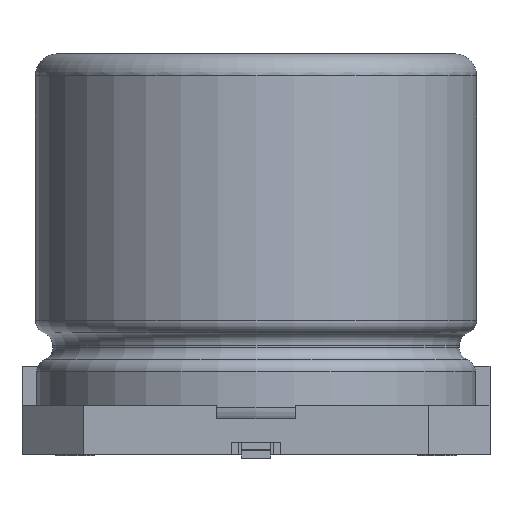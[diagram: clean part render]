
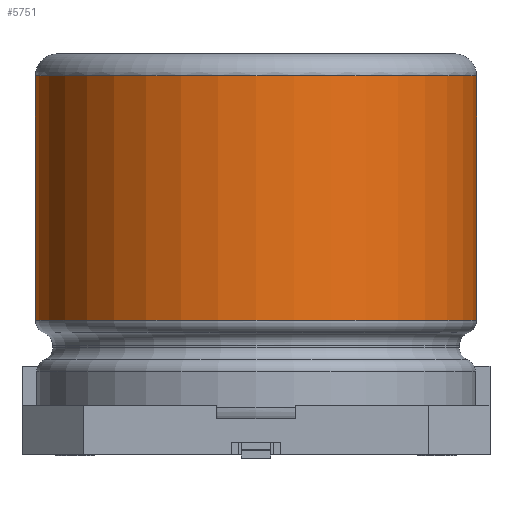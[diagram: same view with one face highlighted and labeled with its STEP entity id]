
A CAD part, front view. The second image highlights one B-rep face of the part: STEP entity #5751.
In plain terms, the highlighted cylindrical face has radius 9 mm (diameter 18 mm), a full revolution.
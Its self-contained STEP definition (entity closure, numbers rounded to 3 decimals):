
#67=CYLINDRICAL_SURFACE('',#6056,9.);
#126=CIRCLE('',#6054,9.);
#128=CIRCLE('',#6057,9.);
#1318=ORIENTED_EDGE('',*,*,#2529,.T.);
#1319=ORIENTED_EDGE('',*,*,#2531,.T.);
#2529=EDGE_CURVE('',#3128,#3128,#126,.T.);
#2531=EDGE_CURVE('',#3129,#3129,#128,.T.);
#3128=VERTEX_POINT('',#8452);
#3129=VERTEX_POINT('',#8456);
#3593=EDGE_LOOP('',(#1318));
#3594=EDGE_LOOP('',(#1319));
#3898=FACE_BOUND('',#3593,.T.);
#3899=FACE_BOUND('',#3594,.T.);
#5751=ADVANCED_FACE('',(#3898,#3899),#67,.T.);
#6054=AXIS2_PLACEMENT_3D('',#8451,#6611,#6612);
#6056=AXIS2_PLACEMENT_3D('',#8454,#6615,#6616);
#6057=AXIS2_PLACEMENT_3D('',#8455,#6617,#6618);
#6611=DIRECTION('',(0.,0.,-1.));
#6612=DIRECTION('',(-1.,0.,0.));
#6615=DIRECTION('',(0.,0.,1.));
#6616=DIRECTION('',(1.,0.,0.));
#6617=DIRECTION('',(0.,0.,1.));
#6618=DIRECTION('',(1.,0.,0.));
#8451=CARTESIAN_POINT('',(0.,0.,14.45));
#8452=CARTESIAN_POINT('',(-9.,0.,14.45));
#8454=CARTESIAN_POINT('',(0.,0.,20.35));
#8455=CARTESIAN_POINT('',(0.,0.,4.469));
#8456=CARTESIAN_POINT('',(9.,0.,4.469));
